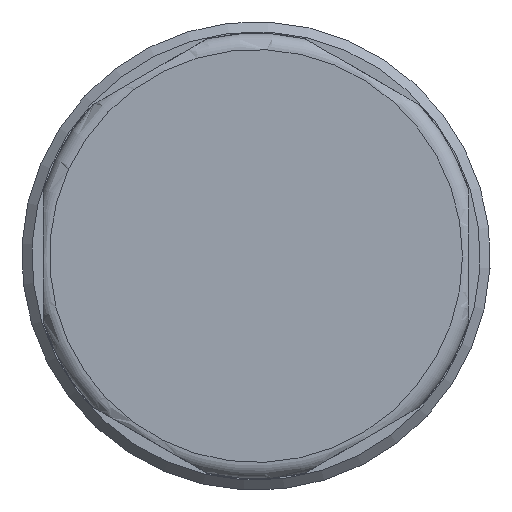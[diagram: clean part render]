
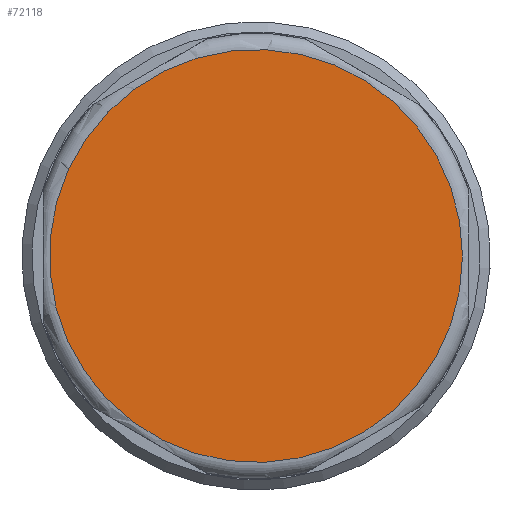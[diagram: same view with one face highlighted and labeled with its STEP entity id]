
A CAD part, left-side view. The second image highlights one B-rep face of the part: STEP entity #72118.
In plain terms, the highlighted planar face has unit normal (-1, 0, 0).
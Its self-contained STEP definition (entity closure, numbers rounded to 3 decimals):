
#71830=CARTESIAN_POINT('',(0.0,-10.2,0.0));
#71831=VERTEX_POINT('',#71830);
#71832=CARTESIAN_POINT('',(0.0,0.0,0.0));
#71833=DIRECTION('',(-1.0,0.0,0.0));
#71834=DIRECTION('',(0.0,-1.0,0.0));
#71835=AXIS2_PLACEMENT_3D('',#71832,#71833,#71834);
#71836=CIRCLE('',#71835,10.2);
#71837=EDGE_CURVE('',#71831,#71831,#71836,.T.);
#72110=CARTESIAN_POINT('',(0.0,-8.025,0.0));
#72111=DIRECTION('',(-1.0,0.0,0.0));
#72112=DIRECTION('',(0.0,0.0,1.0));
#72113=AXIS2_PLACEMENT_3D('',#72110,#72111,#72112);
#72114=PLANE('',#72113);
#72115=ORIENTED_EDGE('',*,*,#71837,.T.);
#72116=EDGE_LOOP('',(#72115));
#72117=FACE_OUTER_BOUND('',#72116,.T.);
#72118=ADVANCED_FACE('',(#72117),#72114,.T.);
